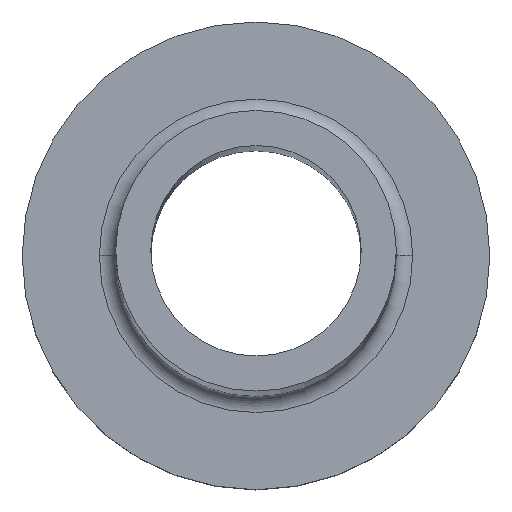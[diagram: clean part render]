
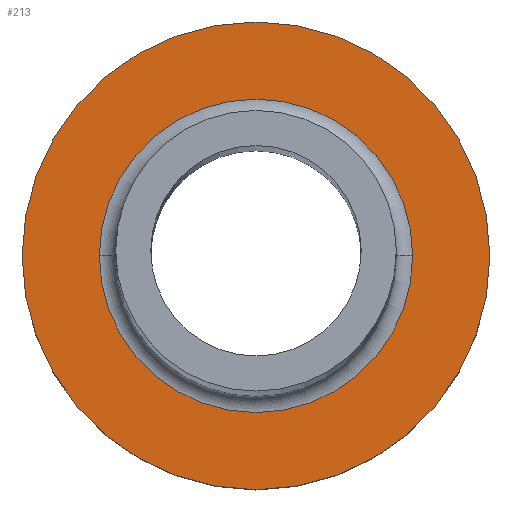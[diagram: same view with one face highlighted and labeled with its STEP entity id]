
A CAD part, top view. The second image highlights one B-rep face of the part: STEP entity #213.
In plain terms, the highlighted planar face has unit normal (0, 0, 1).
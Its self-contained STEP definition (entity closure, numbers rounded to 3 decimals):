
#2 = CIRCLE ( 'NONE', #105, 6.7 ) ;
#3 = EDGE_LOOP ( 'NONE', ( #189, #231 ) ) ;
#17 = CARTESIAN_POINT ( 'NONE',  ( 6.7, 0., 7. ) ) ;
#23 = DIRECTION ( 'NONE',  ( 1., 0., 0. ) ) ;
#26 = DIRECTION ( 'NONE',  ( 0., 0., -1. ) ) ;
#31 = VERTEX_POINT ( 'NONE', #136 ) ;
#37 = CIRCLE ( 'NONE', #161, 10. ) ;
#38 = VERTEX_POINT ( 'NONE', #17 ) ;
#52 = CIRCLE ( 'NONE', #264, 6.7 ) ;
#57 = FACE_BOUND ( 'NONE', #271, .T. ) ;
#69 = EDGE_CURVE ( 'NONE', #38, #31, #52, .T. ) ;
#75 = VERTEX_POINT ( 'NONE', #283 ) ;
#105 = AXIS2_PLACEMENT_3D ( 'NONE', #349, #26, #23 ) ;
#115 = DIRECTION ( 'NONE',  ( 0., 0., 1. ) ) ;
#136 = CARTESIAN_POINT ( 'NONE',  ( -6.7, 0., 7. ) ) ;
#144 = DIRECTION ( 'NONE',  ( 1., 0., 0. ) ) ;
#159 = EDGE_CURVE ( 'NONE', #31, #38, #2, .T. ) ;
#161 = AXIS2_PLACEMENT_3D ( 'NONE', #242, #288, #144 ) ;
#174 = DIRECTION ( 'NONE',  ( 1., 0., 0. ) ) ;
#181 = DIRECTION ( 'NONE',  ( 0., 0., 1. ) ) ;
#189 = ORIENTED_EDGE ( 'NONE', *, *, #313, .T. ) ;
#199 = CARTESIAN_POINT ( 'NONE',  ( 0., 0., 7. ) ) ;
#201 = AXIS2_PLACEMENT_3D ( 'NONE', #238, #115, #174 ) ;
#207 = ORIENTED_EDGE ( 'NONE', *, *, #69, .T. ) ;
#211 = CARTESIAN_POINT ( 'NONE',  ( 0., 0., 7. ) ) ;
#213 = ADVANCED_FACE ( 'NONE', ( #57, #341 ), #343, .T. ) ;
#231 = ORIENTED_EDGE ( 'NONE', *, *, #267, .T. ) ;
#238 = CARTESIAN_POINT ( 'NONE',  ( 0., 0., 7. ) ) ;
#241 = ORIENTED_EDGE ( 'NONE', *, *, #159, .T. ) ;
#242 = CARTESIAN_POINT ( 'NONE',  ( 0., 0., 7. ) ) ;
#254 = DIRECTION ( 'NONE',  ( 0., 0., -1. ) ) ;
#263 = CARTESIAN_POINT ( 'NONE',  ( 10., 0., 7. ) ) ;
#264 = AXIS2_PLACEMENT_3D ( 'NONE', #199, #254, #369 ) ;
#267 = EDGE_CURVE ( 'NONE', #277, #75, #37, .T. ) ;
#271 = EDGE_LOOP ( 'NONE', ( #207, #241 ) ) ;
#277 = VERTEX_POINT ( 'NONE', #263 ) ;
#283 = CARTESIAN_POINT ( 'NONE',  ( -10., 0., 7. ) ) ;
#288 = DIRECTION ( 'NONE',  ( 0., 0., 1. ) ) ;
#313 = EDGE_CURVE ( 'NONE', #75, #277, #352, .T. ) ;
#341 = FACE_OUTER_BOUND ( 'NONE', #3, .T. ) ;
#343 = PLANE ( 'NONE',  #201 ) ;
#349 = CARTESIAN_POINT ( 'NONE',  ( 0., 0., 7. ) ) ;
#352 = CIRCLE ( 'NONE', #367, 10. ) ;
#358 = DIRECTION ( 'NONE',  ( 1., 0., 0. ) ) ;
#367 = AXIS2_PLACEMENT_3D ( 'NONE', #211, #181, #358 ) ;
#369 = DIRECTION ( 'NONE',  ( 1., 0., 0. ) ) ;
